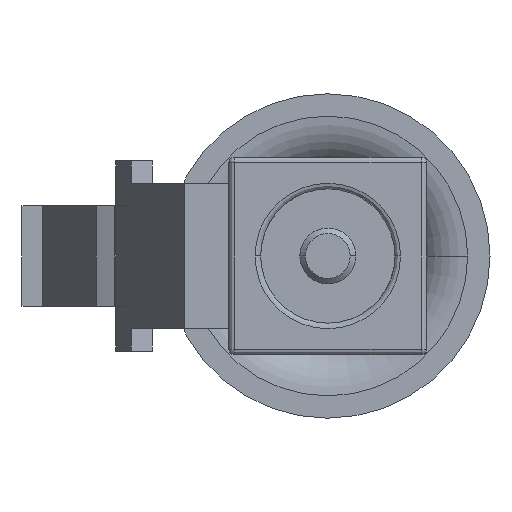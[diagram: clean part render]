
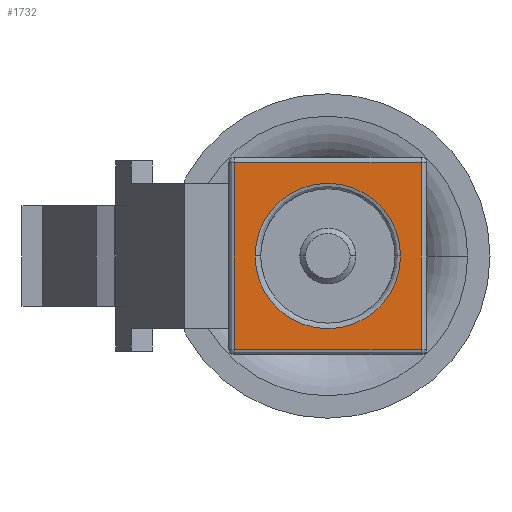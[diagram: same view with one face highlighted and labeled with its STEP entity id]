
A CAD part, left-side view. The second image highlights one B-rep face of the part: STEP entity #1732.
In plain terms, the highlighted face is planar.
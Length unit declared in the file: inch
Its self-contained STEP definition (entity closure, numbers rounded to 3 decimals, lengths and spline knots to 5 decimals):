
#170 = CARTESIAN_POINT ( 'NONE',  ( -0.0835, 0., 0.0835 ) ) ;
#190 = CARTESIAN_POINT ( 'NONE',  ( 0.0835, 0., 0.0835 ) ) ;
#316 = CARTESIAN_POINT ( 'NONE',  ( 0., 0., 0.065 ) ) ;
#329 = CARTESIAN_POINT ( 'NONE',  ( 0., 0., -0.065 ) ) ;
#356 = CARTESIAN_POINT ( 'NONE',  ( -0.0835, 0., -0.0835 ) ) ;
#413 = CARTESIAN_POINT ( 'NONE',  ( 0.0835, 0., -0.0835 ) ) ;
#590 = CARTESIAN_POINT ( 'NONE',  ( 0., 0., 0. ) ) ;
#608 = DIRECTION ( 'NONE',  ( 0., 0., -1. ) ) ;
#617 = PLANE ( 'NONE',  #1388 ) ;
#633 = CARTESIAN_POINT ( 'NONE',  ( 0.0885, 0., 0.0885 ) ) ;
#657 = DIRECTION ( 'NONE',  ( 0., -1., 0. ) ) ;
#675 = DIRECTION ( 'NONE',  ( 0., 0., -1. ) ) ;
#680 = DIRECTION ( 'NONE',  ( -1., 0., 0. ) ) ;
#692 = CARTESIAN_POINT ( 'NONE',  ( 0.0835, 0., 0.0885 ) ) ;
#701 = CARTESIAN_POINT ( 'NONE',  ( -0.0885, 0., 0.0835 ) ) ;
#703 = CARTESIAN_POINT ( 'NONE',  ( 0., 0., 0. ) ) ;
#706 = DIRECTION ( 'NONE',  ( 0., 1., 0. ) ) ;
#708 = DIRECTION ( 'NONE',  ( 0., 0., -1. ) ) ;
#712 = DIRECTION ( 'NONE',  ( 0., 0., 1. ) ) ;
#719 = CARTESIAN_POINT ( 'NONE',  ( 0.0885, 0., -0.0835 ) ) ;
#725 = DIRECTION ( 'NONE',  ( 1., 0., 0. ) ) ;
#730 = CARTESIAN_POINT ( 'NONE',  ( -0.0835, 0., -0.0885 ) ) ;
#733 = DIRECTION ( 'NONE',  ( 0., 0., -1. ) ) ;
#1226 = DIRECTION ( 'NONE',  ( 0., 1., 0. ) ) ;
#1334 = ORIENTED_EDGE ( 'NONE', *, *, #1607, .T. ) ;
#1388 = AXIS2_PLACEMENT_3D ( 'NONE', #633, #657, #608 ) ;
#1435 = CIRCLE ( 'NONE', #1555, 0.065 ) ;
#1440 = LINE ( 'NONE', #701, #1443 ) ;
#1441 = LINE ( 'NONE', #692, #1446 ) ;
#1443 = VECTOR ( 'NONE', #680, 39.37008 ) ;
#1445 = LINE ( 'NONE', #719, #1448 ) ;
#1446 = VECTOR ( 'NONE', #712, 39.37008 ) ;
#1447 = LINE ( 'NONE', #730, #1450 ) ;
#1448 = VECTOR ( 'NONE', #725, 39.37008 ) ;
#1450 = VECTOR ( 'NONE', #733, 39.37008 ) ;
#1517 = AXIS2_PLACEMENT_3D ( 'NONE', #590, #1226, #675 ) ;
#1555 = AXIS2_PLACEMENT_3D ( 'NONE', #703, #706, #708 ) ;
#1607 = EDGE_CURVE ( 'NONE', #2040, #2264, #1435, .T. ) ;
#1608 = EDGE_CURVE ( 'NONE', #2237, #2236, #1440, .T. ) ;
#1609 = EDGE_CURVE ( 'NONE', #2102, #2237, #1441, .T. ) ;
#1610 = EDGE_CURVE ( 'NONE', #2346, #2102, #1445, .T. ) ;
#1611 = EDGE_CURVE ( 'NONE', #2236, #2346, #1447, .T. ) ;
#1659 = EDGE_CURVE ( 'NONE', #2264, #2040, #2724, .T. ) ;
#1732 = ADVANCED_FACE ( 'NONE', ( #2652, #2648 ), #617, .T. ) ;
#2040 = VERTEX_POINT ( 'NONE', #329 ) ;
#2102 = VERTEX_POINT ( 'NONE', #413 ) ;
#2171 = EDGE_LOOP ( 'NONE', ( #1334, #2815 ) ) ;
#2236 = VERTEX_POINT ( 'NONE', #170 ) ;
#2237 = VERTEX_POINT ( 'NONE', #190 ) ;
#2264 = VERTEX_POINT ( 'NONE', #316 ) ;
#2291 = EDGE_LOOP ( 'NONE', ( #2490, #2538, #2508, #2502 ) ) ;
#2346 = VERTEX_POINT ( 'NONE', #356 ) ;
#2490 = ORIENTED_EDGE ( 'NONE', *, *, #1611, .T. ) ;
#2502 = ORIENTED_EDGE ( 'NONE', *, *, #1608, .T. ) ;
#2508 = ORIENTED_EDGE ( 'NONE', *, *, #1609, .T. ) ;
#2538 = ORIENTED_EDGE ( 'NONE', *, *, #1610, .T. ) ;
#2648 = FACE_BOUND ( 'NONE', #2171, .T. ) ;
#2652 = FACE_OUTER_BOUND ( 'NONE', #2291, .T. ) ;
#2724 = CIRCLE ( 'NONE', #1517, 0.065 ) ;
#2815 = ORIENTED_EDGE ( 'NONE', *, *, #1659, .T. ) ;
